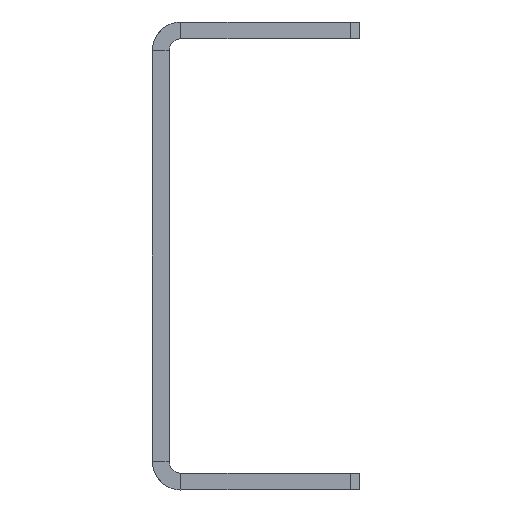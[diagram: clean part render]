
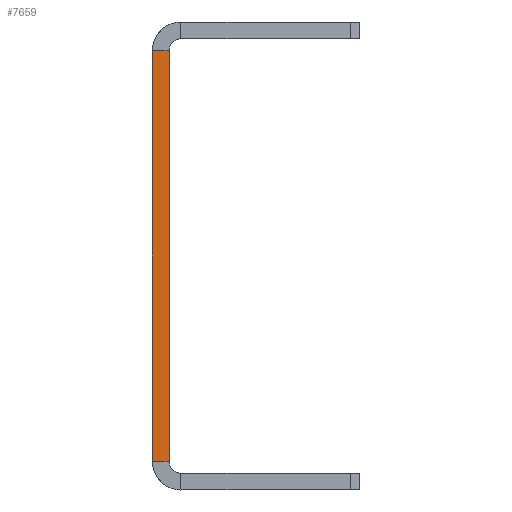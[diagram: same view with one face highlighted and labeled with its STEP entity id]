
A CAD part, left-side view. The second image highlights one B-rep face of the part: STEP entity #7659.
In plain terms, the highlighted planar face has unit normal (-1, 0, 0).
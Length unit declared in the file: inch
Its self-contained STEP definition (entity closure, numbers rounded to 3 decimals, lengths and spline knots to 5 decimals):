
#397=PLANE('',#8615);
#629=FACE_OUTER_BOUND('',#1115,.T.);
#1115=EDGE_LOOP('',(#6299,#6300,#6301,#6302));
#1555=LINE('',#12936,#1963);
#1571=LINE('',#12988,#1979);
#1577=LINE('',#12995,#1985);
#1578=LINE('',#12996,#1986);
#1963=VECTOR('',#10597,0.878);
#1979=VECTOR('',#10635,0.878);
#1985=VECTOR('',#10643,0.036);
#1986=VECTOR('',#10644,0.036);
#3564=VERTEX_POINT('',#12933);
#3565=VERTEX_POINT('',#12935);
#3589=VERTEX_POINT('',#12985);
#3590=VERTEX_POINT('',#12987);
#4571=EDGE_CURVE('',#3564,#3565,#1555,.T.);
#4597=EDGE_CURVE('',#3590,#3589,#1571,.T.);
#4603=EDGE_CURVE('',#3589,#3565,#1577,.T.);
#4604=EDGE_CURVE('',#3590,#3564,#1578,.T.);
#6299=ORIENTED_EDGE('',*,*,#4603,.T.);
#6300=ORIENTED_EDGE('',*,*,#4571,.F.);
#6301=ORIENTED_EDGE('',*,*,#4604,.F.);
#6302=ORIENTED_EDGE('',*,*,#4597,.T.);
#7659=ADVANCED_FACE('',(#629),#397,.F.);
#8615=AXIS2_PLACEMENT_3D('',#12994,#10641,#10642);
#10597=DIRECTION('',(0.,0.,1.));
#10635=DIRECTION('',(0.,0.,1.));
#10641=DIRECTION('center_axis',(1.,0.,0.));
#10642=DIRECTION('ref_axis',(0.,0.,-1.));
#10643=DIRECTION('',(0.,1.,0.));
#10644=DIRECTION('',(0.,1.,0.));
#12933=CARTESIAN_POINT('',(-3.75,0.036,-0.439));
#12935=CARTESIAN_POINT('',(-3.75,0.036,0.439));
#12936=CARTESIAN_POINT('',(-3.75,0.036,-0.439));
#12985=CARTESIAN_POINT('',(-3.75,0.,0.439));
#12987=CARTESIAN_POINT('',(-3.75,0.,-0.439));
#12988=CARTESIAN_POINT('',(-3.75,0.,-0.439));
#12994=CARTESIAN_POINT('Origin',(-3.75,0.036,-0.5));
#12995=CARTESIAN_POINT('',(-3.75,0.,0.439));
#12996=CARTESIAN_POINT('',(-3.75,0.,-0.439));
